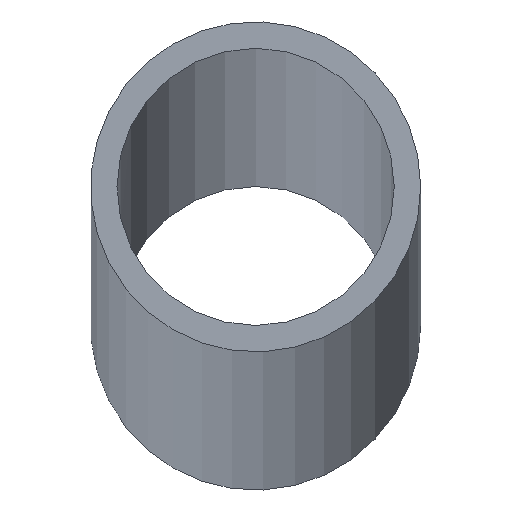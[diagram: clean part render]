
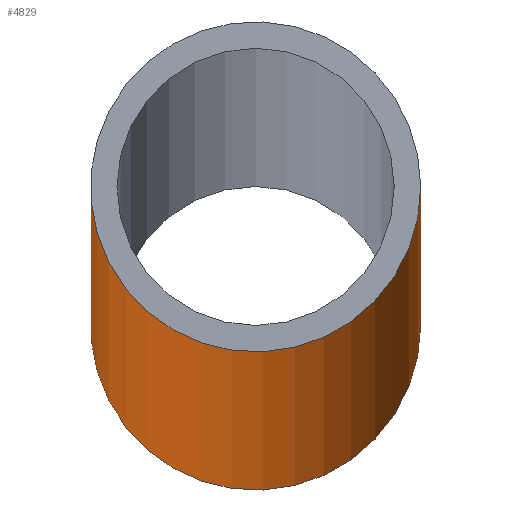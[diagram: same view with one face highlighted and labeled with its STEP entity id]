
A CAD part, top view. The second image highlights one B-rep face of the part: STEP entity #4829.
In plain terms, the highlighted cylindrical face has radius 12.5 mm (diameter 25 mm), a full revolution.
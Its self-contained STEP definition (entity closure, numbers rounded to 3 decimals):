
#584 = AXIS2_PLACEMENT_3D ( 'NONE', #6905, #5962, #8990 ) ;
#589 = ORIENTED_EDGE ( 'NONE', *, *, #9781, .F. ) ;
#943 = CARTESIAN_POINT ( 'NONE',  ( 12.5, 0., 3000. ) ) ;
#1605 = FACE_OUTER_BOUND ( 'NONE', #12070, .T. ) ;
#1656 = EDGE_CURVE ( 'NONE', #3937, #3937, #9569, .T. ) ;
#2727 = DIRECTION ( 'NONE',  ( 1., 0., 0. ) ) ;
#3448 = ORIENTED_EDGE ( 'NONE', *, *, #1656, .T. ) ;
#3730 = DIRECTION ( 'NONE',  ( 0., 0., 1. ) ) ;
#3937 = VERTEX_POINT ( 'NONE', #5795 ) ;
#4223 = EDGE_LOOP ( 'NONE', ( #589 ) ) ;
#4445 = CIRCLE ( 'NONE', #12215, 12.5 ) ;
#4545 = DIRECTION ( 'NONE',  ( 0., 0., 1. ) ) ;
#4829 = ADVANCED_FACE ( 'NONE', ( #10886, #1605 ), #4855, .T. ) ;
#4855 = CYLINDRICAL_SURFACE ( 'NONE', #584, 12.5 ) ;
#5795 = CARTESIAN_POINT ( 'NONE',  ( 12.5, 0., -3000. ) ) ;
#5962 = DIRECTION ( 'NONE',  ( 0., 0., -1. ) ) ;
#6905 = CARTESIAN_POINT ( 'NONE',  ( 0., 0., 3000. ) ) ;
#7483 = VERTEX_POINT ( 'NONE', #943 ) ;
#8537 = AXIS2_PLACEMENT_3D ( 'NONE', #9543, #3730, #2727 ) ;
#8990 = DIRECTION ( 'NONE',  ( -1., 0., 0. ) ) ;
#9543 = CARTESIAN_POINT ( 'NONE',  ( 0., 0., -3000. ) ) ;
#9569 = CIRCLE ( 'NONE', #8537, 12.5 ) ;
#9781 = EDGE_CURVE ( 'NONE', #7483, #7483, #4445, .T. ) ;
#10481 = CARTESIAN_POINT ( 'NONE',  ( 0., 0., 3000. ) ) ;
#10560 = DIRECTION ( 'NONE',  ( 1., 0., 0. ) ) ;
#10886 = FACE_OUTER_BOUND ( 'NONE', #4223, .T. ) ;
#12070 = EDGE_LOOP ( 'NONE', ( #3448 ) ) ;
#12215 = AXIS2_PLACEMENT_3D ( 'NONE', #10481, #4545, #10560 ) ;
